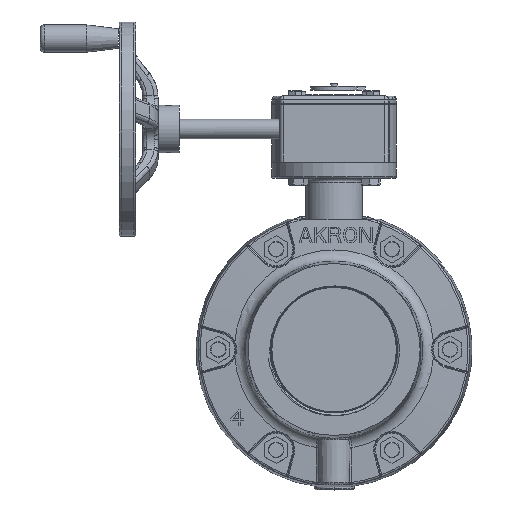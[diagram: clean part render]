
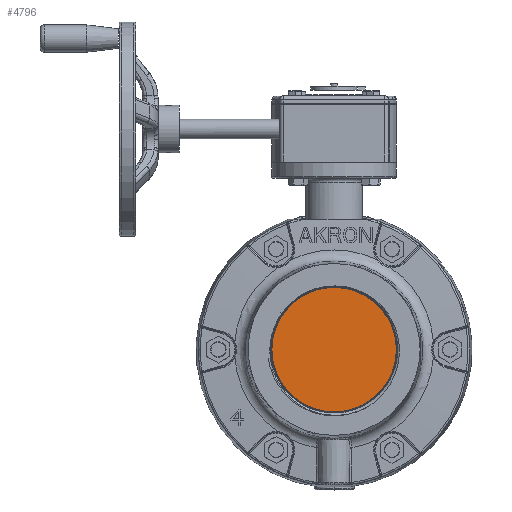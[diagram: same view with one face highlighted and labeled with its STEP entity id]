
A CAD part, top view. The second image highlights one B-rep face of the part: STEP entity #4796.
In plain terms, the highlighted planar face has unit normal (0, 0, 1).
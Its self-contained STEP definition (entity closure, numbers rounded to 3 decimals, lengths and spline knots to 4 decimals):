
#370=CARTESIAN_POINT('',(0.,0.,0.0625));
#371=DIRECTION('',(0.,0.,1.));
#372=DIRECTION('',(-1.,0.,0.));
#373=AXIS2_PLACEMENT_3D('',#370,#371,#372);
#402=CARTESIAN_POINT('',(0.,0.,0.0625));
#403=DIRECTION('',(0.,0.,1.));
#404=DIRECTION('',(1.,0.,0.));
#405=AXIS2_PLACEMENT_3D('',#402,#403,#404);
#2890=CARTESIAN_POINT('',(-2.,0.,0.0625));
#2891=CARTESIAN_POINT('',(2.,0.,0.0625));
#2892=VERTEX_POINT('',#2890);
#2893=VERTEX_POINT('',#2891);
#4787=CARTESIAN_POINT('',(0.,0.,0.0625));
#4788=DIRECTION('',(0.,0.,1.));
#4789=DIRECTION('',(1.,0.,0.));
#4790=AXIS2_PLACEMENT_3D('',#4787,#4788,#4789);
#4791=PLANE('',#4790);
#4792=ORIENTED_EDGE('',*,*,#3305,.F.);
#4793=ORIENTED_EDGE('',*,*,#3336,.F.);
#4794=EDGE_LOOP('',(#4792,#4793));
#4795=FACE_OUTER_BOUND('',#4794,.F.);
#374=CIRCLE('',#373,2.);
#406=CIRCLE('',#405,2.);
#3305=EDGE_CURVE('',#2892,#2893,#374,.T.);
#3336=EDGE_CURVE('',#2893,#2892,#406,.T.);
#4796=ADVANCED_FACE('',(#4795),#4791,.T.);
